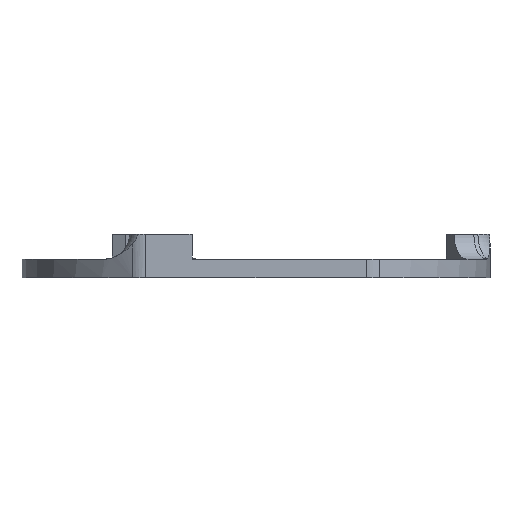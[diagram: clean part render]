
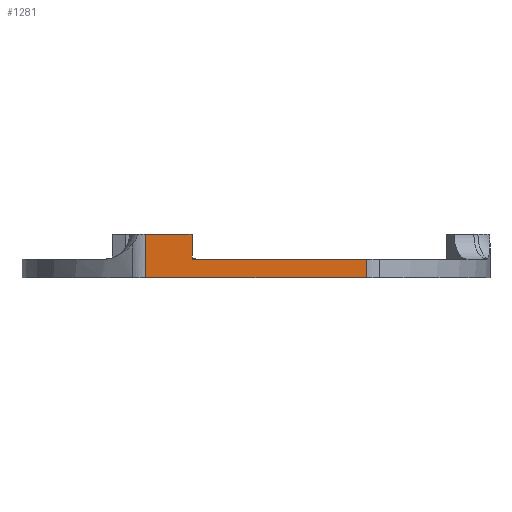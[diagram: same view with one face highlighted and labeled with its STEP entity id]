
A CAD part, left-side view. The second image highlights one B-rep face of the part: STEP entity #1281.
In plain terms, the highlighted planar face has unit normal (-1, 0, 0).
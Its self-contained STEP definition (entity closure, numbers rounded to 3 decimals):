
#87=PLANE('',#1441);
#154=FACE_OUTER_BOUND('',#262,.T.);
#262=EDGE_LOOP('',(#1128,#1129,#1130,#1131,#1132,#1133));
#291=LINE('',#1956,#381);
#303=LINE('',#2002,#393);
#316=LINE('',#2049,#406);
#352=LINE('',#2227,#442);
#353=LINE('',#2231,#443);
#354=LINE('',#2232,#444);
#381=VECTOR('',#1562,10.);
#393=VECTOR('',#1602,10.);
#406=VECTOR('',#1641,10.);
#442=VECTOR('',#1799,10.);
#443=VECTOR('',#1804,10.);
#444=VECTOR('',#1805,10.);
#568=VERTEX_POINT('',#1953);
#569=VERTEX_POINT('',#1955);
#588=VERTEX_POINT('',#1999);
#589=VERTEX_POINT('',#2001);
#643=VERTEX_POINT('',#2226);
#644=VERTEX_POINT('',#2230);
#696=EDGE_CURVE('',#568,#569,#291,.T.);
#719=EDGE_CURVE('',#589,#588,#303,.T.);
#744=EDGE_CURVE('',#589,#568,#316,.T.);
#809=EDGE_CURVE('',#569,#643,#352,.T.);
#811=EDGE_CURVE('',#588,#644,#353,.T.);
#812=EDGE_CURVE('',#643,#644,#354,.T.);
#1128=ORIENTED_EDGE('',*,*,#744,.F.);
#1129=ORIENTED_EDGE('',*,*,#719,.T.);
#1130=ORIENTED_EDGE('',*,*,#811,.T.);
#1131=ORIENTED_EDGE('',*,*,#812,.F.);
#1132=ORIENTED_EDGE('',*,*,#809,.F.);
#1133=ORIENTED_EDGE('',*,*,#696,.F.);
#1281=ADVANCED_FACE('',(#154),#87,.T.);
#1441=AXIS2_PLACEMENT_3D('',#2229,#1802,#1803);
#1562=DIRECTION('',(0.,1.,0.));
#1602=DIRECTION('',(0.,1.,0.));
#1641=DIRECTION('',(0.,0.,-1.));
#1799=DIRECTION('',(0.,0.,1.));
#1802=DIRECTION('center_axis',(-1.,0.,0.));
#1803=DIRECTION('ref_axis',(0.,1.,0.));
#1804=DIRECTION('',(0.,0.,1.));
#1805=DIRECTION('',(0.,-1.,0.));
#1953=CARTESIAN_POINT('',(-64.952,-185.226,-22.002));
#1955=CARTESIAN_POINT('',(-64.952,-114.644,-22.002));
#1956=CARTESIAN_POINT('',(-64.952,-187.435,-22.002));
#1999=CARTESIAN_POINT('',(-64.952,-129.435,-16.002));
#2001=CARTESIAN_POINT('',(-64.952,-185.226,-16.002));
#2002=CARTESIAN_POINT('',(-64.952,-187.435,-16.002));
#2049=CARTESIAN_POINT('',(-64.952,-185.226,-16.002));
#2226=CARTESIAN_POINT('',(-64.952,-114.644,-8.002));
#2227=CARTESIAN_POINT('',(-64.952,-114.644,-16.002));
#2229=CARTESIAN_POINT('Origin',(-64.952,-187.435,-16.002));
#2230=CARTESIAN_POINT('',(-64.952,-129.435,-8.002));
#2231=CARTESIAN_POINT('',(-64.952,-129.435,-16.002));
#2232=CARTESIAN_POINT('',(-64.952,-109.435,-8.002));
